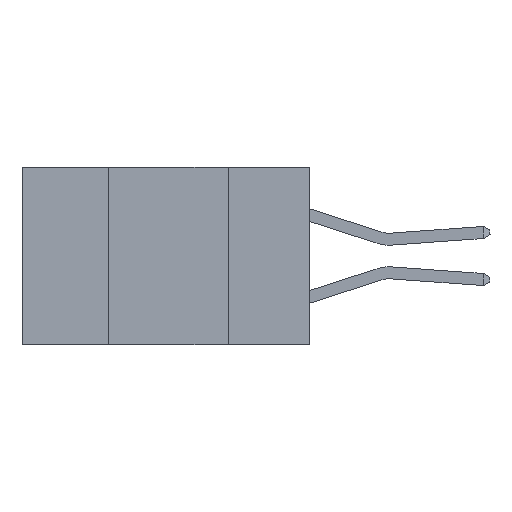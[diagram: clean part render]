
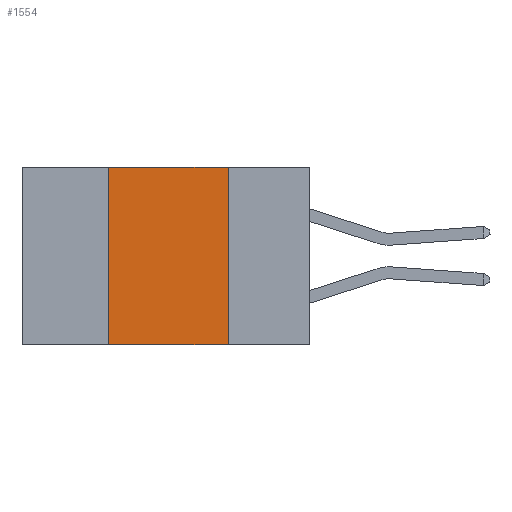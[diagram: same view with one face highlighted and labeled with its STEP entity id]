
A CAD part, left-side view. The second image highlights one B-rep face of the part: STEP entity #1554.
In plain terms, the highlighted planar face has unit normal (-1, 0, 0).
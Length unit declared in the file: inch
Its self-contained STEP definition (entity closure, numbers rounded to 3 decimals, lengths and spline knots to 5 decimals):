
#177 = VERTEX_POINT ( 'NONE', #2483 ) ;
#389 = VECTOR ( 'NONE', #6616, 39.37008 ) ;
#1000 = DIRECTION ( 'NONE',  ( 0., 0., -1. ) ) ;
#1001 = DIRECTION ( 'NONE',  ( 1., 0., 0. ) ) ;
#1058 = CARTESIAN_POINT ( 'NONE',  ( 0., 0.6, 0. ) ) ;
#1139 = VERTEX_POINT ( 'NONE', #2737 ) ;
#1314 = EDGE_CURVE ( 'NONE', #177, #9560, #4914, .T. ) ;
#1356 = EDGE_CURVE ( 'NONE', #8935, #1139, #1797, .T. ) ;
#1402 = PLANE ( 'NONE',  #9188 ) ;
#1436 = EDGE_CURVE ( 'NONE', #9560, #8935, #6939, .T. ) ;
#1554 = ADVANCED_FACE ( 'NONE', ( #2942 ), #1402, .F. ) ;
#1710 = EDGE_CURVE ( 'NONE', #177, #1139, #5007, .T. ) ;
#1797 = LINE ( 'NONE', #5954, #9538 ) ;
#2483 = CARTESIAN_POINT ( 'NONE',  ( 0., 0.42, -0.37 ) ) ;
#2637 = ORIENTED_EDGE ( 'NONE', *, *, #1356, .F. ) ;
#2693 = ORIENTED_EDGE ( 'NONE', *, *, #1436, .F. ) ;
#2737 = CARTESIAN_POINT ( 'NONE',  ( 0., 0.17, -0.37 ) ) ;
#2788 = VECTOR ( 'NONE', #4762, 39.37008 ) ;
#2942 = FACE_OUTER_BOUND ( 'NONE', #9135, .T. ) ;
#2957 = ORIENTED_EDGE ( 'NONE', *, *, #1314, .F. ) ;
#3022 = ORIENTED_EDGE ( 'NONE', *, *, #1710, .T. ) ;
#4698 = CARTESIAN_POINT ( 'NONE',  ( 0., 0.6, 0. ) ) ;
#4762 = DIRECTION ( 'NONE',  ( 0., -1., 0. ) ) ;
#4914 = LINE ( 'NONE', #6373, #6249 ) ;
#5007 = LINE ( 'NONE', #7001, #389 ) ;
#5349 = CARTESIAN_POINT ( 'NONE',  ( 0., 0.17, 0. ) ) ;
#5954 = CARTESIAN_POINT ( 'NONE',  ( 0., 0.17, -0.37 ) ) ;
#6012 = DIRECTION ( 'NONE',  ( 0., 0., -1. ) ) ;
#6237 = DIRECTION ( 'NONE',  ( 0., 0., 1. ) ) ;
#6249 = VECTOR ( 'NONE', #6237, 39.37008 ) ;
#6373 = CARTESIAN_POINT ( 'NONE',  ( 0., 0.42, -0.37 ) ) ;
#6616 = DIRECTION ( 'NONE',  ( 0., -1., 0. ) ) ;
#6939 = LINE ( 'NONE', #4698, #2788 ) ;
#7001 = CARTESIAN_POINT ( 'NONE',  ( 0., 0.6, -0.37 ) ) ;
#8311 = CARTESIAN_POINT ( 'NONE',  ( 0., 0.42, 0. ) ) ;
#8935 = VERTEX_POINT ( 'NONE', #5349 ) ;
#9135 = EDGE_LOOP ( 'NONE', ( #2637, #2693, #2957, #3022 ) ) ;
#9188 = AXIS2_PLACEMENT_3D ( 'NONE', #1058, #1001, #1000 ) ;
#9538 = VECTOR ( 'NONE', #6012, 39.37008 ) ;
#9560 = VERTEX_POINT ( 'NONE', #8311 ) ;
